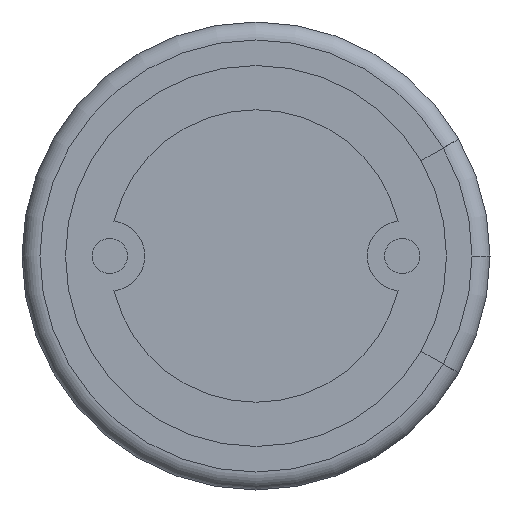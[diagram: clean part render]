
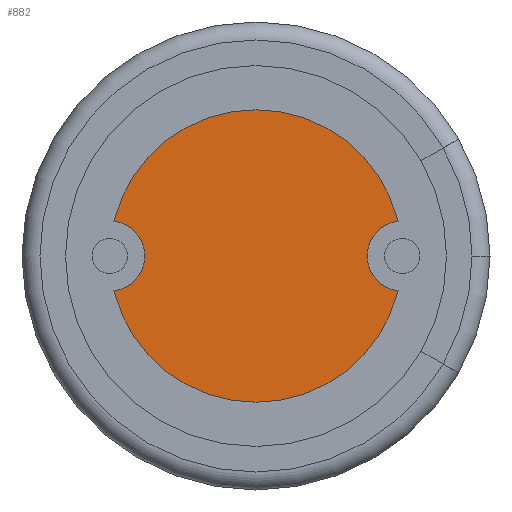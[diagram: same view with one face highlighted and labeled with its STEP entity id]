
A CAD part, front view. The second image highlights one B-rep face of the part: STEP entity #882.
In plain terms, the highlighted planar face has unit normal (0, -1, 0).
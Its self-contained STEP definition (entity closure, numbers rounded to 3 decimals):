
#10 = ORIENTED_EDGE ( 'NONE', *, *, #1607, .F. ) ;
#54 = VERTEX_POINT ( 'NONE', #246 ) ;
#58 = DIRECTION ( 'NONE',  ( 0., 1., 0. ) ) ;
#64 = EDGE_CURVE ( 'NONE', #883, #1195, #1941, .T. ) ;
#67 = DIRECTION ( 'NONE',  ( 0., 0., 1. ) ) ;
#183 = DIRECTION ( 'NONE',  ( 0., -1., 0. ) ) ;
#192 = DIRECTION ( 'NONE',  ( 0., 0., 1. ) ) ;
#202 = VERTEX_POINT ( 'NONE', #1730 ) ;
#240 = DIRECTION ( 'NONE',  ( 0., 1., 0. ) ) ;
#246 = CARTESIAN_POINT ( 'NONE',  ( 2.428, 0., 0.596 ) ) ;
#247 = CARTESIAN_POINT ( 'NONE',  ( 2.428, 0., -0.596 ) ) ;
#280 = CIRCLE ( 'NONE', #1612, 2.5 ) ;
#411 = PLANE ( 'NONE',  #705 ) ;
#420 = CARTESIAN_POINT ( 'NONE',  ( 0., 0., 0. ) ) ;
#429 = DIRECTION ( 'NONE',  ( 0., 0., 1. ) ) ;
#483 = ORIENTED_EDGE ( 'NONE', *, *, #1264, .F. ) ;
#542 = AXIS2_PLACEMENT_3D ( 'NONE', #420, #58, #429 ) ;
#621 = EDGE_LOOP ( 'NONE', ( #1213, #844, #993, #10, #483 ) ) ;
#659 = CARTESIAN_POINT ( 'NONE',  ( -2.428, 0., -0.596 ) ) ;
#675 = CARTESIAN_POINT ( 'NONE',  ( 0., 0., 0. ) ) ;
#683 = DIRECTION ( 'NONE',  ( 0., 0., 1. ) ) ;
#686 = VERTEX_POINT ( 'NONE', #1585 ) ;
#705 = AXIS2_PLACEMENT_3D ( 'NONE', #1483, #240, #1498 ) ;
#755 = CARTESIAN_POINT ( 'NONE',  ( 0., 0., 0. ) ) ;
#844 = ORIENTED_EDGE ( 'NONE', *, *, #1776, .T. ) ;
#882 = ADVANCED_FACE ( 'NONE', ( #2333 ), #411, .F. ) ;
#883 = VERTEX_POINT ( 'NONE', #247 ) ;
#993 = ORIENTED_EDGE ( 'NONE', *, *, #1962, .F. ) ;
#1027 = DIRECTION ( 'NONE',  ( 0., 1., 0. ) ) ;
#1143 = CARTESIAN_POINT ( 'NONE',  ( 2.5, 0., 0. ) ) ;
#1195 = VERTEX_POINT ( 'NONE', #659 ) ;
#1213 = ORIENTED_EDGE ( 'NONE', *, *, #64, .F. ) ;
#1264 = EDGE_CURVE ( 'NONE', #1195, #202, #1958, .T. ) ;
#1375 = CIRCLE ( 'NONE', #2313, 0.6 ) ;
#1455 = CARTESIAN_POINT ( 'NONE',  ( -2.5, 0., 0. ) ) ;
#1483 = CARTESIAN_POINT ( 'NONE',  ( 0., 0., 0. ) ) ;
#1498 = DIRECTION ( 'NONE',  ( 0., 0., 1. ) ) ;
#1585 = CARTESIAN_POINT ( 'NONE',  ( 0., 0., 2.5 ) ) ;
#1607 = EDGE_CURVE ( 'NONE', #202, #686, #2121, .T. ) ;
#1612 = AXIS2_PLACEMENT_3D ( 'NONE', #675, #1027, #683 ) ;
#1730 = CARTESIAN_POINT ( 'NONE',  ( -2.428, 0., 0.596 ) ) ;
#1776 = EDGE_CURVE ( 'NONE', #883, #54, #1375, .T. ) ;
#1870 = DIRECTION ( 'NONE',  ( 0., 1., 0. ) ) ;
#1941 = CIRCLE ( 'NONE', #542, 2.5 ) ;
#1958 = CIRCLE ( 'NONE', #2326, 0.6 ) ;
#1962 = EDGE_CURVE ( 'NONE', #686, #54, #280, .T. ) ;
#1986 = AXIS2_PLACEMENT_3D ( 'NONE', #755, #2010, #2190 ) ;
#2010 = DIRECTION ( 'NONE',  ( 0., 1., 0. ) ) ;
#2121 = CIRCLE ( 'NONE', #1986, 2.5 ) ;
#2190 = DIRECTION ( 'NONE',  ( 0., 0., 1. ) ) ;
#2313 = AXIS2_PLACEMENT_3D ( 'NONE', #1143, #1870, #67 ) ;
#2326 = AXIS2_PLACEMENT_3D ( 'NONE', #1455, #183, #192 ) ;
#2333 = FACE_OUTER_BOUND ( 'NONE', #621, .T. ) ;
